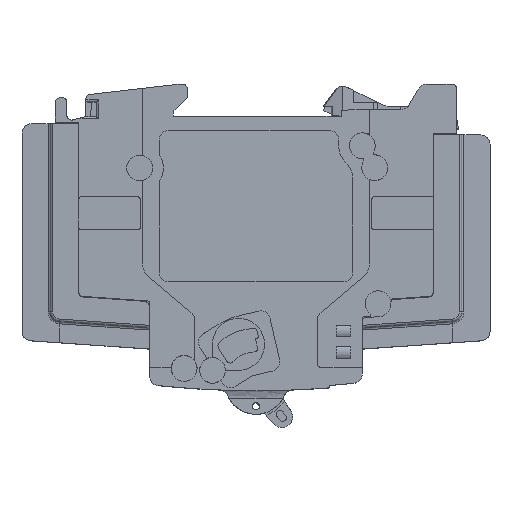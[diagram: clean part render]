
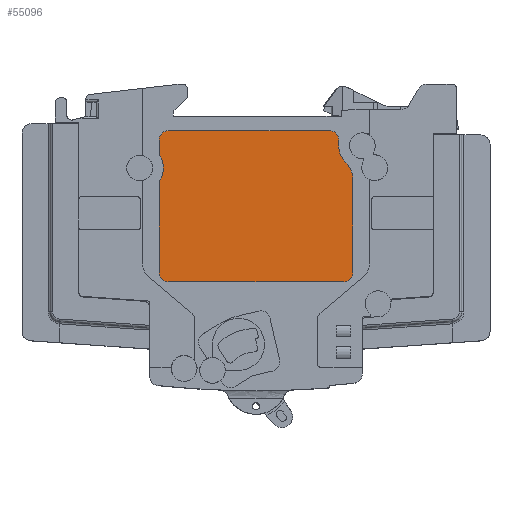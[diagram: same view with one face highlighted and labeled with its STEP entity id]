
A CAD part, top view. The second image highlights one B-rep face of the part: STEP entity #55096.
In plain terms, the highlighted planar face has unit normal (0, 0, 1).
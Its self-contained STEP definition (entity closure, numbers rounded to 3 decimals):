
#19565=DIRECTION('',(-1.,0.,0.));
#19566=VECTOR('',#19565,34.);
#19567=CARTESIAN_POINT('',(15.5,-3.,8.625));
#19568=LINE('',#19567,#19566);
#19569=CARTESIAN_POINT('',(15.5,-5.,8.625));
#19570=DIRECTION('',(0.,0.,1.));
#19571=DIRECTION('',(1.,0.,0.));
#19572=AXIS2_PLACEMENT_3D('',#19569,#19570,#19571);
#19574=DIRECTION('',(0.,1.,0.));
#19575=VECTOR('',#19574,1.2);
#19576=CARTESIAN_POINT('',(17.5,-6.2,8.625));
#19577=LINE('',#19576,#19575);
#19578=CARTESIAN_POINT('',(22.5,-6.2,8.625));
#19579=DIRECTION('',(0.,0.,-1.));
#19580=DIRECTION('',(-0.7,-0.714,0.));
#19581=AXIS2_PLACEMENT_3D('',#19578,#19579,#19580);
#19583=CARTESIAN_POINT('',(15.5,-13.341,8.625));
#19584=DIRECTION('',(0.,0.,1.));
#19585=DIRECTION('',(1.,0.,0.));
#19586=AXIS2_PLACEMENT_3D('',#19583,#19584,#19585);
#19588=DIRECTION('',(0.,1.,0.));
#19589=VECTOR('',#19588,19.659);
#19590=CARTESIAN_POINT('',(20.5,-33.,8.625));
#19591=LINE('',#19590,#19589);
#19592=CARTESIAN_POINT('',(18.5,-33.,8.625));
#19593=DIRECTION('',(0.,0.,1.));
#19594=DIRECTION('',(0.,-1.,0.));
#19595=AXIS2_PLACEMENT_3D('',#19592,#19593,#19594);
#19597=DIRECTION('',(1.,0.,0.));
#19598=VECTOR('',#19597,37.);
#19599=CARTESIAN_POINT('',(-18.5,-35.,8.625));
#19600=LINE('',#19599,#19598);
#19601=CARTESIAN_POINT('',(-18.5,-33.,8.625));
#19602=DIRECTION('',(0.,0.,1.));
#19603=DIRECTION('',(-1.,0.,0.));
#19604=AXIS2_PLACEMENT_3D('',#19601,#19602,#19603);
#19606=DIRECTION('',(0.,-1.,0.));
#19607=VECTOR('',#19606,19.238);
#19608=CARTESIAN_POINT('',(-20.5,-13.762,8.625));
#19609=LINE('',#19608,#19607);
#19610=CARTESIAN_POINT('',(-24.6,-10.9,8.625));
#19611=DIRECTION('',(0.,0.,-1.));
#19612=DIRECTION('',(0.82,0.572,0.));
#19613=AXIS2_PLACEMENT_3D('',#19610,#19611,#19612);
#19615=DIRECTION('',(0.,-1.,0.));
#19616=VECTOR('',#19615,3.038);
#19617=CARTESIAN_POINT('',(-20.5,-5.,8.625));
#19618=LINE('',#19617,#19616);
#19619=CARTESIAN_POINT('',(-18.5,-5.,8.625));
#19620=DIRECTION('',(0.,0.,1.));
#19621=DIRECTION('',(0.,1.,0.));
#19622=AXIS2_PLACEMENT_3D('',#19619,#19620,#19621);
#24785=CARTESIAN_POINT('',(15.5,-3.,8.625));
#24786=CARTESIAN_POINT('',(-18.5,-3.,8.625));
#24787=VERTEX_POINT('',#24785);
#24788=VERTEX_POINT('',#24786);
#24789=CARTESIAN_POINT('',(-20.5,-5.,8.625));
#24790=VERTEX_POINT('',#24789);
#24791=CARTESIAN_POINT('',(-20.5,-8.038,8.625));
#24792=VERTEX_POINT('',#24791);
#24793=CARTESIAN_POINT('',(-20.5,-13.762,8.625));
#24794=VERTEX_POINT('',#24793);
#24795=CARTESIAN_POINT('',(-20.5,-33.,8.625));
#24796=VERTEX_POINT('',#24795);
#24797=CARTESIAN_POINT('',(-18.5,-35.,8.625));
#24798=VERTEX_POINT('',#24797);
#24799=CARTESIAN_POINT('',(18.5,-35.,8.625));
#24800=VERTEX_POINT('',#24799);
#24801=CARTESIAN_POINT('',(20.5,-33.,8.625));
#24802=VERTEX_POINT('',#24801);
#24803=CARTESIAN_POINT('',(20.5,-13.341,8.625));
#24804=VERTEX_POINT('',#24803);
#24805=CARTESIAN_POINT('',(19.,-9.771,8.625));
#24806=VERTEX_POINT('',#24805);
#24807=CARTESIAN_POINT('',(17.5,-6.2,8.625));
#24808=VERTEX_POINT('',#24807);
#24809=CARTESIAN_POINT('',(17.5,-5.,8.625));
#24810=VERTEX_POINT('',#24809);
#55076=CARTESIAN_POINT('',(27.5,0.,8.625));
#55077=DIRECTION('',(0.,0.,1.));
#55078=DIRECTION('',(-1.,0.,0.));
#55079=AXIS2_PLACEMENT_3D('',#55076,#55077,#55078);
#55080=PLANE('',#55079);
#55081=ORIENTED_EDGE('',*,*,#54902,.F.);
#55082=ORIENTED_EDGE('',*,*,#54917,.F.);
#55083=ORIENTED_EDGE('',*,*,#54931,.F.);
#55084=ORIENTED_EDGE('',*,*,#54945,.F.);
#55085=ORIENTED_EDGE('',*,*,#54959,.F.);
#55086=ORIENTED_EDGE('',*,*,#54973,.F.);
#55087=ORIENTED_EDGE('',*,*,#54987,.F.);
#55088=ORIENTED_EDGE('',*,*,#55001,.F.);
#55089=ORIENTED_EDGE('',*,*,#55015,.F.);
#55090=ORIENTED_EDGE('',*,*,#55029,.F.);
#55091=ORIENTED_EDGE('',*,*,#55043,.F.);
#55092=ORIENTED_EDGE('',*,*,#55057,.F.);
#55093=ORIENTED_EDGE('',*,*,#55070,.F.);
#55094=EDGE_LOOP('',(#55081,#55082,#55083,#55084,#55085,#55086,#55087,#55088,
#55089,#55090,#55091,#55092,#55093));
#55095=FACE_OUTER_BOUND('',#55094,.F.);
#19573=CIRCLE('',#19572,2.);
#19582=CIRCLE('',#19581,5.);
#19587=CIRCLE('',#19586,5.);
#19596=CIRCLE('',#19595,2.);
#19605=CIRCLE('',#19604,2.);
#19614=CIRCLE('',#19613,5.);
#19623=CIRCLE('',#19622,2.);
#54902=EDGE_CURVE('',#24787,#24788,#19568,.T.);
#54917=EDGE_CURVE('',#24810,#24787,#19573,.T.);
#54931=EDGE_CURVE('',#24808,#24810,#19577,.T.);
#54945=EDGE_CURVE('',#24806,#24808,#19582,.T.);
#54959=EDGE_CURVE('',#24804,#24806,#19587,.T.);
#54973=EDGE_CURVE('',#24802,#24804,#19591,.T.);
#54987=EDGE_CURVE('',#24800,#24802,#19596,.T.);
#55001=EDGE_CURVE('',#24798,#24800,#19600,.T.);
#55015=EDGE_CURVE('',#24796,#24798,#19605,.T.);
#55029=EDGE_CURVE('',#24794,#24796,#19609,.T.);
#55043=EDGE_CURVE('',#24792,#24794,#19614,.T.);
#55057=EDGE_CURVE('',#24790,#24792,#19618,.T.);
#55070=EDGE_CURVE('',#24788,#24790,#19623,.T.);
#55096=ADVANCED_FACE('',(#55095),#55080,.T.);
